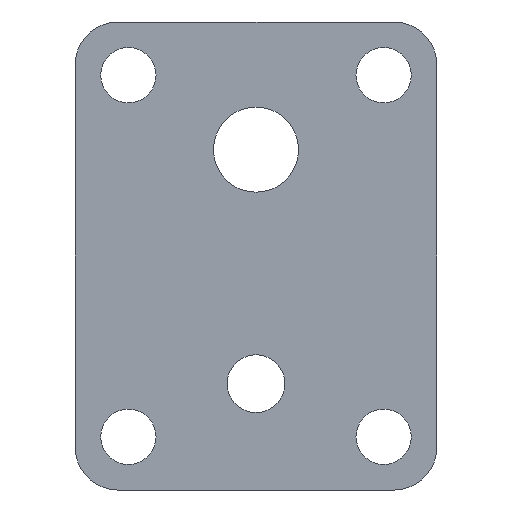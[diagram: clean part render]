
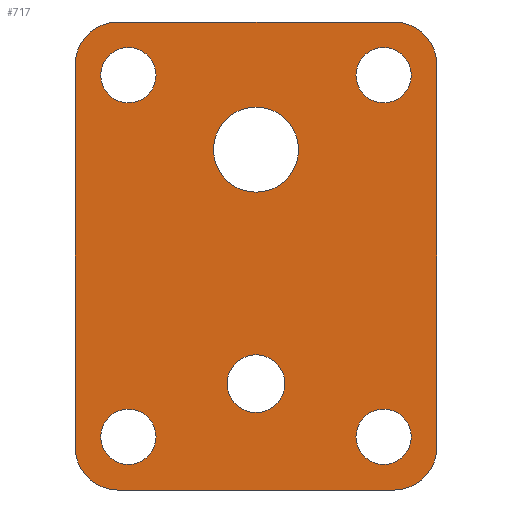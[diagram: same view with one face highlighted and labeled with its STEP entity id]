
A CAD part, front view. The second image highlights one B-rep face of the part: STEP entity #717.
In plain terms, the highlighted planar face has unit normal (0, -1, 0).
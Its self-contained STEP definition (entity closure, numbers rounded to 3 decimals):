
#16=CARTESIAN_POINT('',(30.,0.,-42.5));
#17=DIRECTION('',(0.,-1.,0.));
#18=DIRECTION('',(1.,0.,0.));
#19=AXIS2_PLACEMENT_3D('',#16,#17,#18);
#21=CARTESIAN_POINT('',(30.,0.,-42.5));
#22=DIRECTION('',(0.,-1.,0.));
#23=DIRECTION('',(-1.,0.,0.));
#24=AXIS2_PLACEMENT_3D('',#21,#22,#23);
#26=CARTESIAN_POINT('',(-30.,0.,-42.5));
#27=DIRECTION('',(0.,-1.,0.));
#28=DIRECTION('',(1.,0.,0.));
#29=AXIS2_PLACEMENT_3D('',#26,#27,#28);
#31=CARTESIAN_POINT('',(-30.,0.,-42.5));
#32=DIRECTION('',(0.,-1.,0.));
#33=DIRECTION('',(-1.,0.,0.));
#34=AXIS2_PLACEMENT_3D('',#31,#32,#33);
#36=CARTESIAN_POINT('',(30.,0.,42.5));
#37=DIRECTION('',(0.,-1.,0.));
#38=DIRECTION('',(1.,0.,0.));
#39=AXIS2_PLACEMENT_3D('',#36,#37,#38);
#41=CARTESIAN_POINT('',(30.,0.,42.5));
#42=DIRECTION('',(0.,-1.,0.));
#43=DIRECTION('',(-1.,0.,0.));
#44=AXIS2_PLACEMENT_3D('',#41,#42,#43);
#46=CARTESIAN_POINT('',(-30.,0.,42.5));
#47=DIRECTION('',(0.,-1.,0.));
#48=DIRECTION('',(1.,0.,0.));
#49=AXIS2_PLACEMENT_3D('',#46,#47,#48);
#51=CARTESIAN_POINT('',(-30.,0.,42.5));
#52=DIRECTION('',(0.,-1.,0.));
#53=DIRECTION('',(-1.,0.,0.));
#54=AXIS2_PLACEMENT_3D('',#51,#52,#53);
#56=CARTESIAN_POINT('',(0.,0.,25.));
#57=DIRECTION('',(0.,-1.,0.));
#58=DIRECTION('',(1.,0.,0.));
#59=AXIS2_PLACEMENT_3D('',#56,#57,#58);
#61=CARTESIAN_POINT('',(0.,0.,25.));
#62=DIRECTION('',(0.,-1.,0.));
#63=DIRECTION('',(-1.,0.,0.));
#64=AXIS2_PLACEMENT_3D('',#61,#62,#63);
#66=CARTESIAN_POINT('',(0.,0.,-30.));
#67=DIRECTION('',(0.,1.,0.));
#68=DIRECTION('',(1.,0.,0.));
#69=AXIS2_PLACEMENT_3D('',#66,#67,#68);
#71=CARTESIAN_POINT('',(0.,0.,-30.));
#72=DIRECTION('',(0.,1.,0.));
#73=DIRECTION('',(-1.,0.,0.));
#74=AXIS2_PLACEMENT_3D('',#71,#72,#73);
#76=CARTESIAN_POINT('',(-32.5,0.,45.));
#77=DIRECTION('',(0.,-1.,0.));
#78=DIRECTION('',(0.,0.,1.));
#79=AXIS2_PLACEMENT_3D('',#76,#77,#78);
#81=DIRECTION('',(1.,0.,0.));
#82=VECTOR('',#81,65.);
#83=CARTESIAN_POINT('',(-32.5,0.,55.));
#84=LINE('',#83,#82);
#85=CARTESIAN_POINT('',(32.5,0.,45.));
#86=DIRECTION('',(0.,-1.,0.));
#87=DIRECTION('',(1.,0.,0.));
#88=AXIS2_PLACEMENT_3D('',#85,#86,#87);
#90=DIRECTION('',(0.,0.,-1.));
#91=VECTOR('',#90,90.);
#92=CARTESIAN_POINT('',(42.5,0.,45.));
#93=LINE('',#92,#91);
#94=CARTESIAN_POINT('',(32.5,0.,-45.));
#95=DIRECTION('',(0.,-1.,0.));
#96=DIRECTION('',(0.,0.,-1.));
#97=AXIS2_PLACEMENT_3D('',#94,#95,#96);
#99=DIRECTION('',(-1.,0.,0.));
#100=VECTOR('',#99,65.);
#101=CARTESIAN_POINT('',(32.5,0.,-55.));
#102=LINE('',#101,#100);
#103=CARTESIAN_POINT('',(-32.5,0.,-45.));
#104=DIRECTION('',(0.,-1.,0.));
#105=DIRECTION('',(-1.,0.,0.));
#106=AXIS2_PLACEMENT_3D('',#103,#104,#105);
#108=DIRECTION('',(0.,0.,1.));
#109=VECTOR('',#108,90.);
#110=CARTESIAN_POINT('',(-42.5,0.,-45.));
#111=LINE('',#110,#109);
#534=CARTESIAN_POINT('',(36.5,0.,-42.5));
#535=CARTESIAN_POINT('',(23.5,0.,-42.5));
#536=VERTEX_POINT('',#534);
#537=VERTEX_POINT('',#535);
#542=CARTESIAN_POINT('',(-23.5,0.,-42.5));
#543=CARTESIAN_POINT('',(-36.5,0.,-42.5));
#544=VERTEX_POINT('',#542);
#545=VERTEX_POINT('',#543);
#550=CARTESIAN_POINT('',(36.5,0.,42.5));
#551=CARTESIAN_POINT('',(23.5,0.,42.5));
#552=VERTEX_POINT('',#550);
#553=VERTEX_POINT('',#551);
#558=CARTESIAN_POINT('',(-23.5,0.,42.5));
#559=CARTESIAN_POINT('',(-36.5,0.,42.5));
#560=VERTEX_POINT('',#558);
#561=VERTEX_POINT('',#559);
#582=CARTESIAN_POINT('',(10.,0.,25.));
#583=CARTESIAN_POINT('',(-10.,0.,25.));
#584=VERTEX_POINT('',#582);
#585=VERTEX_POINT('',#583);
#598=CARTESIAN_POINT('',(6.773,0.,-30.));
#600=VERTEX_POINT('',#598);
#602=CARTESIAN_POINT('',(-6.773,0.,-30.));
#604=VERTEX_POINT('',#602);
#618=CARTESIAN_POINT('',(-32.5,0.,55.));
#619=CARTESIAN_POINT('',(-42.5,0.,45.));
#620=VERTEX_POINT('',#618);
#621=VERTEX_POINT('',#619);
#630=CARTESIAN_POINT('',(42.5,0.,45.));
#631=CARTESIAN_POINT('',(32.5,0.,55.));
#632=VERTEX_POINT('',#630);
#633=VERTEX_POINT('',#631);
#642=CARTESIAN_POINT('',(32.5,0.,-55.));
#643=CARTESIAN_POINT('',(42.5,0.,-45.));
#644=VERTEX_POINT('',#642);
#645=VERTEX_POINT('',#643);
#654=CARTESIAN_POINT('',(-42.5,0.,-45.));
#655=CARTESIAN_POINT('',(-32.5,0.,-55.));
#656=VERTEX_POINT('',#654);
#657=VERTEX_POINT('',#655);
#658=CARTESIAN_POINT('',(0.,0.,0.));
#659=DIRECTION('',(0.,1.,0.));
#660=DIRECTION('',(1.,0.,0.));
#661=AXIS2_PLACEMENT_3D('',#658,#659,#660);
#662=PLANE('',#661);
#664=ORIENTED_EDGE('',*,*,#663,.F.);
#666=ORIENTED_EDGE('',*,*,#665,.T.);
#668=ORIENTED_EDGE('',*,*,#667,.F.);
#670=ORIENTED_EDGE('',*,*,#669,.T.);
#672=ORIENTED_EDGE('',*,*,#671,.F.);
#674=ORIENTED_EDGE('',*,*,#673,.T.);
#676=ORIENTED_EDGE('',*,*,#675,.F.);
#678=ORIENTED_EDGE('',*,*,#677,.T.);
#679=EDGE_LOOP('',(#664,#666,#668,#670,#672,#674,#676,#678));
#680=FACE_OUTER_BOUND('',#679,.F.);
#682=ORIENTED_EDGE('',*,*,#681,.T.);
#684=ORIENTED_EDGE('',*,*,#683,.T.);
#685=EDGE_LOOP('',(#682,#684));
#686=FACE_BOUND('',#685,.F.);
#688=ORIENTED_EDGE('',*,*,#687,.T.);
#690=ORIENTED_EDGE('',*,*,#689,.T.);
#691=EDGE_LOOP('',(#688,#690));
#692=FACE_BOUND('',#691,.F.);
#694=ORIENTED_EDGE('',*,*,#693,.T.);
#696=ORIENTED_EDGE('',*,*,#695,.T.);
#697=EDGE_LOOP('',(#694,#696));
#698=FACE_BOUND('',#697,.F.);
#700=ORIENTED_EDGE('',*,*,#699,.T.);
#702=ORIENTED_EDGE('',*,*,#701,.T.);
#703=EDGE_LOOP('',(#700,#702));
#704=FACE_BOUND('',#703,.F.);
#706=ORIENTED_EDGE('',*,*,#705,.F.);
#708=ORIENTED_EDGE('',*,*,#707,.F.);
#709=EDGE_LOOP('',(#706,#708));
#710=FACE_BOUND('',#709,.F.);
#712=ORIENTED_EDGE('',*,*,#711,.T.);
#714=ORIENTED_EDGE('',*,*,#713,.T.);
#715=EDGE_LOOP('',(#712,#714));
#716=FACE_BOUND('',#715,.F.);
#20=CIRCLE('',#19,6.5);
#25=CIRCLE('',#24,6.5);
#30=CIRCLE('',#29,6.5);
#35=CIRCLE('',#34,6.5);
#40=CIRCLE('',#39,6.5);
#45=CIRCLE('',#44,6.5);
#50=CIRCLE('',#49,6.5);
#55=CIRCLE('',#54,6.5);
#60=CIRCLE('',#59,10.);
#65=CIRCLE('',#64,10.);
#70=CIRCLE('',#69,6.773);
#75=CIRCLE('',#74,6.773);
#80=CIRCLE('',#79,10.);
#89=CIRCLE('',#88,10.);
#98=CIRCLE('',#97,10.);
#107=CIRCLE('',#106,10.);
#663=EDGE_CURVE('',#620,#621,#80,.T.);
#665=EDGE_CURVE('',#620,#633,#84,.T.);
#667=EDGE_CURVE('',#632,#633,#89,.T.);
#669=EDGE_CURVE('',#632,#645,#93,.T.);
#671=EDGE_CURVE('',#644,#645,#98,.T.);
#673=EDGE_CURVE('',#644,#657,#102,.T.);
#675=EDGE_CURVE('',#656,#657,#107,.T.);
#677=EDGE_CURVE('',#656,#621,#111,.T.);
#681=EDGE_CURVE('',#544,#545,#30,.T.);
#683=EDGE_CURVE('',#545,#544,#35,.T.);
#687=EDGE_CURVE('',#552,#553,#40,.T.);
#689=EDGE_CURVE('',#553,#552,#45,.T.);
#693=EDGE_CURVE('',#560,#561,#50,.T.);
#695=EDGE_CURVE('',#561,#560,#55,.T.);
#699=EDGE_CURVE('',#584,#585,#60,.T.);
#701=EDGE_CURVE('',#585,#584,#65,.T.);
#705=EDGE_CURVE('',#600,#604,#70,.T.);
#707=EDGE_CURVE('',#604,#600,#75,.T.);
#711=EDGE_CURVE('',#536,#537,#20,.T.);
#713=EDGE_CURVE('',#537,#536,#25,.T.);
#717=ADVANCED_FACE('',(#680,#686,#692,#698,#704,#710,#716),#662,.F.);
